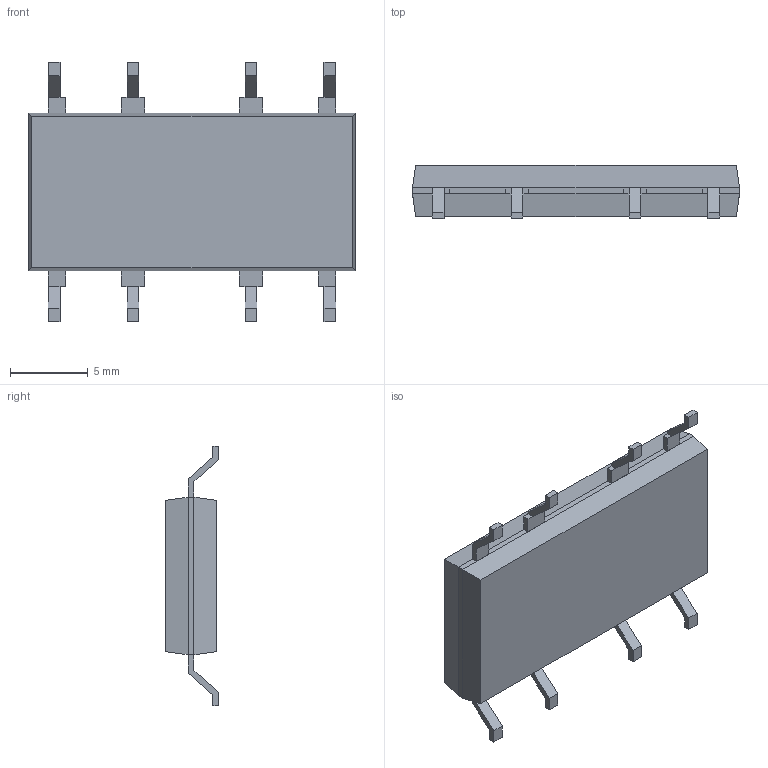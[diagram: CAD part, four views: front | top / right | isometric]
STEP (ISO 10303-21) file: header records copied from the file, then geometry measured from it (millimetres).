
FILE_DESCRIPTION (( 'STEP AP214' ), '1' );
FILE_NAME ('CPC1964B.STEP', '2018-10-24T14:07:41', ( '' ), ( '' ), 'SwSTEP 2.0', 'SolidWorks 2018', '' );
FILE_SCHEMA (( 'AUTOMOTIVE_DESIGN' ));
Length unit declared in the file: millimetre
Products named in the file (5): Pin; Body; RightPin; LeftPin; CPC1964B
Assembly tree (9 placements, depth 2):
  CPC1964B
    Body
    Pin  x4
    LeftPin  x2
    RightPin  x2
Bounding box: 21.08 x 3.43 x 16.76 mm (x, y, z)
Volume: 700.2 mm3; surface area: 700.6 mm2
Topology: 9 solids, 9 shells, 121 faces, 286 edges, 184 vertices
Faces by surface type: plane 119, cylinder 2
Entity records: 1757 total; most frequent: CARTESIAN_POINT 273, DIRECTION 264, ORIENTED_EDGE 252, EDGE_CURVE 126, LINE 122, VECTOR 122, VERTEX_POINT 80, AXIS2_PLACEMENT_3D 71
